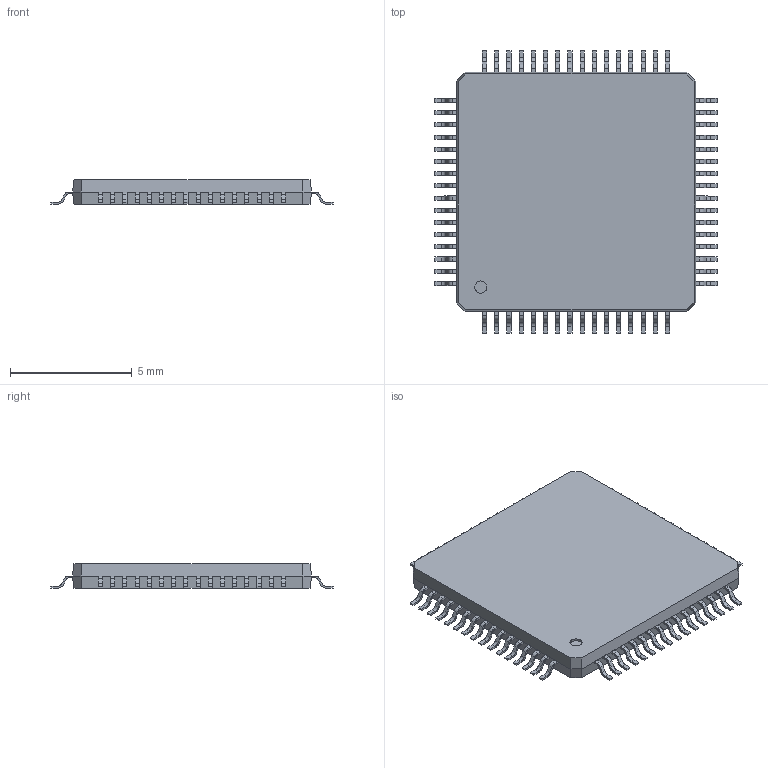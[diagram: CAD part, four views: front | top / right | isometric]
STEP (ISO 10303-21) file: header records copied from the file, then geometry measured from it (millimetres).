
FILE_DESCRIPTION((''),'2;1');
FILE_NAME('PAP_TI','2010-10-20T',('Simon'),(''),'PRO/ENGINEER BY PARAMETRIC TECHNOLOGY CORPORATION, 2008400','PRO/ENGINEER BY PARAMETRIC TECHNOLOGY CORPORATION, 2008400','');
FILE_SCHEMA(('AUTOMOTIVE_DESIGN_CC2 { 1 2 10303 214 -1 1 5 2 }'));
Length unit declared in the file: millimetre
Products named in the file (1): PAP_TI
Bounding box: 11.58 x 11.57 x 1 mm (x, y, z)
Volume: 94.6 mm3; surface area: 262.9 mm2
Topology: 1 solids, 65 shells, 981 faces, 2542 edges, 1692 vertices
Faces by surface type: plane 723, cylinder 258
Entity records: 42617 total; most frequent: CARTESIAN_POINT 5216, ORIENTED_EDGE 5084, DIRECTION 5022, PRESENTATION_STYLE_ASSIGNMENT 3012, STYLED_ITEM 2607, CURVE_STYLE 2542, EDGE_CURVE 2542, VECTOR 2026
